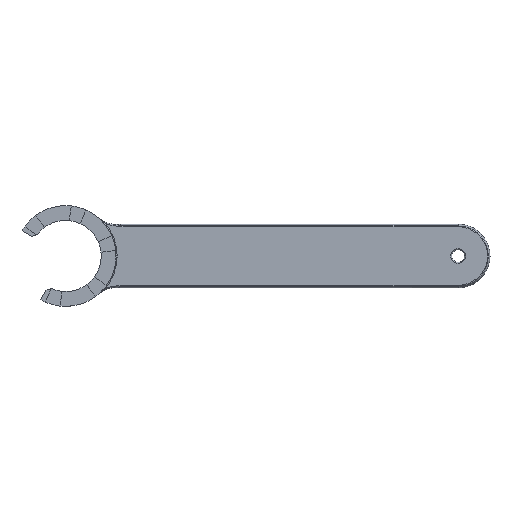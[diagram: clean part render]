
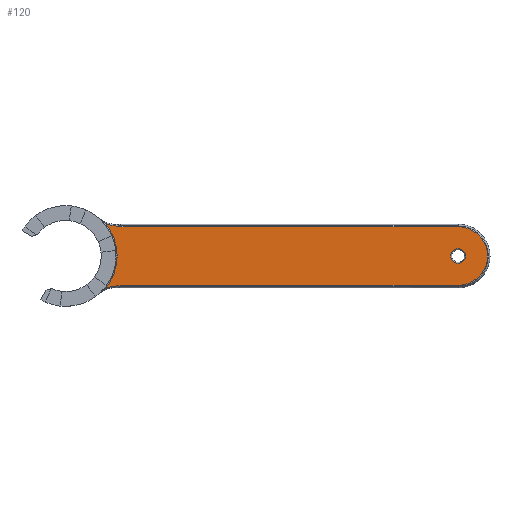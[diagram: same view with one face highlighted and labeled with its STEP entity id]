
A CAD part, top view. The second image highlights one B-rep face of the part: STEP entity #120.
In plain terms, the highlighted planar face has unit normal (0, 0, 1).
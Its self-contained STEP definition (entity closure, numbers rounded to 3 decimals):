
#120 = ADVANCED_FACE( '', ( #296, #297 ), #298, .T. );
#296 = FACE_BOUND( '', #676, .T. );
#297 = FACE_OUTER_BOUND( '', #677, .T. );
#298 = PLANE( '', #678 );
#676 = EDGE_LOOP( '', ( #2338 ) );
#677 = EDGE_LOOP( '', ( #2339, #2340, #2341, #2342, #2343, #2344 ) );
#678 = AXIS2_PLACEMENT_3D( '', #2345, #2346, #2347 );
#2338 = ORIENTED_EDGE( '', *, *, #2958, .T. );
#2339 = ORIENTED_EDGE( '', *, *, #2959, .T. );
#2340 = ORIENTED_EDGE( '', *, *, #2960, .T. );
#2341 = ORIENTED_EDGE( '', *, *, #2961, .T. );
#2342 = ORIENTED_EDGE( '', *, *, #2962, .T. );
#2343 = ORIENTED_EDGE( '', *, *, #2963, .T. );
#2344 = ORIENTED_EDGE( '', *, *, #2964, .T. );
#2345 = CARTESIAN_POINT( '', ( 200., -14., 2. ) );
#2346 = DIRECTION( '', ( 0., 0., 1. ) );
#2347 = DIRECTION( '', ( 0., -1., 0. ) );
#2958 = EDGE_CURVE( '', #3267, #3267, #3268, .F. );
#2959 = EDGE_CURVE( '', #3269, #3270, #3271, .T. );
#2960 = EDGE_CURVE( '', #3270, #3272, #3273, .F. );
#2961 = EDGE_CURVE( '', #3272, #3274, #3275, .T. );
#2962 = EDGE_CURVE( '', #3274, #3276, #3277, .F. );
#2963 = EDGE_CURVE( '', #3276, #3278, #3279, .T. );
#2964 = EDGE_CURVE( '', #3278, #3269, #3280, .T. );
#3267 = VERTEX_POINT( '', #3763 );
#3268 = CIRCLE( '', #3764, 3.5 );
#3269 = VERTEX_POINT( '', #3765 );
#3270 = VERTEX_POINT( '', #3766 );
#3271 = B_SPLINE_CURVE_WITH_KNOTS( '', 3, ( #3767, #3768, #3769, #3770, #3771, #3772, #3773, #3774, #3775, #3776, #3777, #3778, #3779, #3780, #3781, #3782, #3783, #3784, #3785, #3786, #3787, #3788, #3789, #3790, #3791, #3792, #3793, #3794 ), .UNSPECIFIED., .F., .F., ( 4, 2, 2, 1, 1, 1, 1, 1, 2, 2, 2, 2, 2, 2, 1, 2, 4 ), ( 0., 0.001, 0.001, 0.002, 0.002, 0.003, 0.004, 0.004, 0.005, 0.005, 0.006, 0.007, 0.007, 0.007, 0.008, 0.008, 0.009 ), .UNSPECIFIED. );
#3272 = VERTEX_POINT( '', #3795 );
#3273 = CIRCLE( '', #3796, 24.25 );
#3274 = VERTEX_POINT( '', #3797 );
#3275 = B_SPLINE_CURVE_WITH_KNOTS( '', 3, ( #3798, #3799, #3800, #3801, #3802, #3803, #3804, #3805, #3806, #3807, #3808, #3809, #3810, #3811, #3812, #3813, #3814, #3815, #3816, #3817, #3818, #3819, #3820, #3821, #3822, #3823, #3824 ), .UNSPECIFIED., .F., .F., ( 4, 2, 1, 1, 2, 2, 2, 1, 2, 2, 1, 1, 1, 1, 2, 2, 4 ), ( 0.001, 0.002, 0.003, 0.004, 0.004, 0.005, 0.006, 0.006, 0.006, 0.007, 0.007, 0.008, 0.008, 0.009, 0.009, 0.01, 0.011 ), .UNSPECIFIED. );
#3276 = VERTEX_POINT( '', #3825 );
#3277 = LINE( '', #3826, #3827 );
#3278 = VERTEX_POINT( '', #3828 );
#3279 = CIRCLE( '', #3829, 13.823 );
#3280 = LINE( '', #3830, #3831 );
#3763 = CARTESIAN_POINT( '', ( 185., -3.5, 2. ) );
#3764 = AXIS2_PLACEMENT_3D( '', #4848, #4849, #4850 );
#3765 = CARTESIAN_POINT( '', ( 28.108, 13.823, 2. ) );
#3766 = CARTESIAN_POINT( '', ( 18.799, 15.319, 2. ) );
#3767 = CARTESIAN_POINT( '', ( 28.108, 13.823, 2. ) );
#3768 = CARTESIAN_POINT( '', ( 27.91, 13.823, 2. ) );
#3769 = CARTESIAN_POINT( '', ( 27.712, 13.825, 2. ) );
#3770 = CARTESIAN_POINT( '', ( 27.316, 13.832, 2. ) );
#3771 = CARTESIAN_POINT( '', ( 27.119, 13.838, 2. ) );
#3772 = CARTESIAN_POINT( '', ( 26.724, 13.852, 2. ) );
#3773 = CARTESIAN_POINT( '', ( 26.329, 13.868, 2. ) );
#3774 = CARTESIAN_POINT( '', ( 25.738, 13.902, 2. ) );
#3775 = CARTESIAN_POINT( '', ( 25.148, 13.945, 2. ) );
#3776 = CARTESIAN_POINT( '', ( 24.559, 13.996, 2. ) );
#3777 = CARTESIAN_POINT( '', ( 23.972, 14.057, 2. ) );
#3778 = CARTESIAN_POINT( '', ( 23.58, 14.104, 2. ) );
#3779 = CARTESIAN_POINT( '', ( 23.19, 14.157, 2. ) );
#3780 = CARTESIAN_POINT( '', ( 22.995, 14.185, 2. ) );
#3781 = CARTESIAN_POINT( '', ( 22.605, 14.246, 2. ) );
#3782 = CARTESIAN_POINT( '', ( 22.41, 14.279, 2. ) );
#3783 = CARTESIAN_POINT( '', ( 21.828, 14.386, 2. ) );
#3784 = CARTESIAN_POINT( '', ( 21.44, 14.469, 2. ) );
#3785 = CARTESIAN_POINT( '', ( 21.006, 14.578, 2. ) );
#3786 = CARTESIAN_POINT( '', ( 20.958, 14.59, 2. ) );
#3787 = CARTESIAN_POINT( '', ( 20.862, 14.615, 2. ) );
#3788 = CARTESIAN_POINT( '', ( 20.814, 14.628, 2. ) );
#3789 = CARTESIAN_POINT( '', ( 20.669, 14.667, 2. ) );
#3790 = CARTESIAN_POINT( '', ( 20.382, 14.747, 2. ) );
#3791 = CARTESIAN_POINT( '', ( 20.098, 14.835, 2. ) );
#3792 = CARTESIAN_POINT( '', ( 19.534, 15.023, 2. ) );
#3793 = CARTESIAN_POINT( '', ( 19.163, 15.163, 2. ) );
#3794 = CARTESIAN_POINT( '', ( 18.799, 15.319, 2. ) );
#3795 = CARTESIAN_POINT( '', ( 18.799, -15.319, 2. ) );
#3796 = AXIS2_PLACEMENT_3D( '', #4851, #4852, #4853 );
#3797 = CARTESIAN_POINT( '', ( 28.108, -13.823, 2. ) );
#3798 = CARTESIAN_POINT( '', ( 18.799, -15.319, 2. ) );
#3799 = CARTESIAN_POINT( '', ( 19.162, -15.163, 2. ) );
#3800 = CARTESIAN_POINT( '', ( 19.53, -15.024, 2. ) );
#3801 = CARTESIAN_POINT( '', ( 20.089, -14.838, 2. ) );
#3802 = CARTESIAN_POINT( '', ( 20.463, -14.722, 2. ) );
#3803 = CARTESIAN_POINT( '', ( 21.031, -14.568, 2. ) );
#3804 = CARTESIAN_POINT( '', ( 21.414, -14.478, 2. ) );
#3805 = CARTESIAN_POINT( '', ( 21.798, -14.395, 2. ) );
#3806 = CARTESIAN_POINT( '', ( 21.991, -14.356, 2. ) );
#3807 = CARTESIAN_POINT( '', ( 22.572, -14.248, 2. ) );
#3808 = CARTESIAN_POINT( '', ( 22.963, -14.187, 2. ) );
#3809 = CARTESIAN_POINT( '', ( 23.454, -14.121, 2. ) );
#3810 = CARTESIAN_POINT( '', ( 23.602, -14.102, 2. ) );
#3811 = CARTESIAN_POINT( '', ( 23.75, -14.084, 2. ) );
#3812 = CARTESIAN_POINT( '', ( 23.848, -14.073, 2. ) );
#3813 = CARTESIAN_POINT( '', ( 23.898, -14.067, 2. ) );
#3814 = CARTESIAN_POINT( '', ( 24.145, -14.039, 2. ) );
#3815 = CARTESIAN_POINT( '', ( 24.54, -13.998, 2. ) );
#3816 = CARTESIAN_POINT( '', ( 25.133, -13.946, 2. ) );
#3817 = CARTESIAN_POINT( '', ( 25.727, -13.903, 2. ) );
#3818 = CARTESIAN_POINT( '', ( 26.321, -13.869, 2. ) );
#3819 = CARTESIAN_POINT( '', ( 26.718, -13.852, 2. ) );
#3820 = CARTESIAN_POINT( '', ( 27.115, -13.838, 2. ) );
#3821 = CARTESIAN_POINT( '', ( 27.313, -13.832, 2. ) );
#3822 = CARTESIAN_POINT( '', ( 27.71, -13.825, 2. ) );
#3823 = CARTESIAN_POINT( '', ( 27.909, -13.823, 2. ) );
#3824 = CARTESIAN_POINT( '', ( 28.108, -13.823, 2. ) );
#3825 = CARTESIAN_POINT( '', ( 185., -13.823, 2. ) );
#3826 = CARTESIAN_POINT( '', ( 200., -13.823, 2. ) );
#3827 = VECTOR( '', #4854, 1000. );
#3828 = CARTESIAN_POINT( '', ( 185., 13.823, 2. ) );
#3829 = AXIS2_PLACEMENT_3D( '', #4855, #4856, #4857 );
#3830 = CARTESIAN_POINT( '', ( 200., 13.823, 2. ) );
#3831 = VECTOR( '', #4858, 1000. );
#4848 = CARTESIAN_POINT( '', ( 185., 0., 2. ) );
#4849 = DIRECTION( '', ( 0., 0., 1. ) );
#4850 = DIRECTION( '', ( 0., -1., 0. ) );
#4851 = CARTESIAN_POINT( '', ( 0., 0., 2. ) );
#4852 = DIRECTION( '', ( 0., 0., 1. ) );
#4853 = DIRECTION( '', ( 0., -1., 0. ) );
#4854 = DIRECTION( '', ( -1., 0., 0. ) );
#4855 = CARTESIAN_POINT( '', ( 185., 0., 2. ) );
#4856 = DIRECTION( '', ( 0., 0., 1. ) );
#4857 = DIRECTION( '', ( 1., 0., 0. ) );
#4858 = DIRECTION( '', ( -1., 0., 0. ) );
